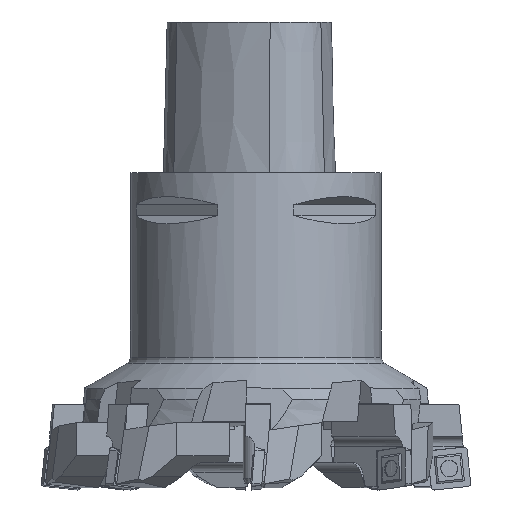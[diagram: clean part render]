
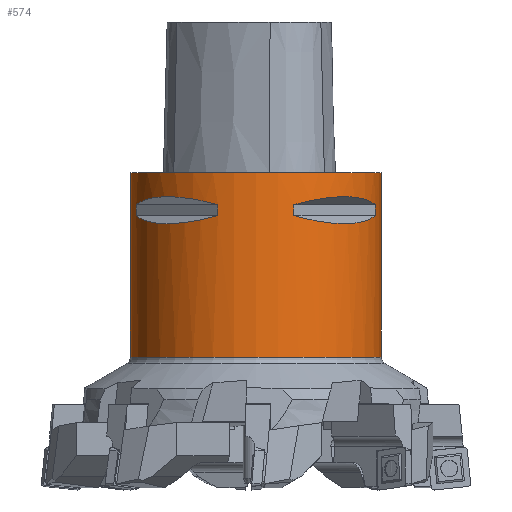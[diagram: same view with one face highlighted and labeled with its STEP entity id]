
A CAD part, left-side view. The second image highlights one B-rep face of the part: STEP entity #574.
In plain terms, the highlighted cylindrical face has radius 40 mm (diameter 80 mm), a full revolution.
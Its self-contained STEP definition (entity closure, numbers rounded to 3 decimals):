
#574=ADVANCED_FACE('',(#854,#855,#856,#857,#858,#859),#760,.T.);
#760=CYLINDRICAL_SURFACE('',#3811,40.);
#776=CIRCLE('',#3805,40.);
#777=CIRCLE('',#3810,40.);
#854=FACE_BOUND('',#924,.T.);
#855=FACE_BOUND('',#925,.T.);
#856=FACE_BOUND('',#926,.T.);
#857=FACE_BOUND('',#927,.T.);
#858=FACE_BOUND('',#928,.T.);
#859=FACE_BOUND('',#929,.T.);
#924=EDGE_LOOP('',(#1192,#1193,#1194,#1195));
#925=EDGE_LOOP('',(#1196,#1197,#1198,#1199));
#926=EDGE_LOOP('',(#1200));
#927=EDGE_LOOP('',(#1201,#1202,#1203,#1204));
#928=EDGE_LOOP('',(#1205,#1206,#1207,#1208));
#929=EDGE_LOOP('',(#1209));
#1147=ELLIPSE('',#3801,46.188,40.);
#1148=ELLIPSE('',#3802,46.188,40.);
#1149=ELLIPSE('',#3803,46.188,40.);
#1150=ELLIPSE('',#3804,46.188,40.);
#1151=ELLIPSE('',#3806,46.188,40.);
#1152=ELLIPSE('',#3807,46.188,40.);
#1153=ELLIPSE('',#3808,46.188,40.);
#1154=ELLIPSE('',#3809,46.188,40.);
#1192=ORIENTED_EDGE('',*,*,#2523,.T.);
#1193=ORIENTED_EDGE('',*,*,#2524,.T.);
#1194=ORIENTED_EDGE('',*,*,#2525,.T.);
#1195=ORIENTED_EDGE('',*,*,#2526,.T.);
#1196=ORIENTED_EDGE('',*,*,#2527,.T.);
#1197=ORIENTED_EDGE('',*,*,#2528,.T.);
#1198=ORIENTED_EDGE('',*,*,#2529,.T.);
#1199=ORIENTED_EDGE('',*,*,#2530,.T.);
#1200=ORIENTED_EDGE('',*,*,#2531,.T.);
#1201=ORIENTED_EDGE('',*,*,#2532,.T.);
#1202=ORIENTED_EDGE('',*,*,#2533,.T.);
#1203=ORIENTED_EDGE('',*,*,#2534,.T.);
#1204=ORIENTED_EDGE('',*,*,#2535,.T.);
#1205=ORIENTED_EDGE('',*,*,#2536,.T.);
#1206=ORIENTED_EDGE('',*,*,#2537,.T.);
#1207=ORIENTED_EDGE('',*,*,#2538,.T.);
#1208=ORIENTED_EDGE('',*,*,#2539,.T.);
#1209=ORIENTED_EDGE('',*,*,#2540,.T.);
#2176=VERTEX_POINT('',#5140);
#2177=VERTEX_POINT('',#5141);
#2178=VERTEX_POINT('',#5143);
#2179=VERTEX_POINT('',#5145);
#2180=VERTEX_POINT('',#5148);
#2181=VERTEX_POINT('',#5149);
#2182=VERTEX_POINT('',#5151);
#2183=VERTEX_POINT('',#5153);
#2184=VERTEX_POINT('',#5156);
#2185=VERTEX_POINT('',#5158);
#2186=VERTEX_POINT('',#5159);
#2187=VERTEX_POINT('',#5161);
#2188=VERTEX_POINT('',#5163);
#2189=VERTEX_POINT('',#5166);
#2190=VERTEX_POINT('',#5167);
#2191=VERTEX_POINT('',#5169);
#2192=VERTEX_POINT('',#5171);
#2193=VERTEX_POINT('',#5174);
#2523=EDGE_CURVE('',#2176,#2177,#3015,.T.);
#2524=EDGE_CURVE('',#2177,#2178,#1147,.T.);
#2525=EDGE_CURVE('',#2178,#2179,#3016,.T.);
#2526=EDGE_CURVE('',#2179,#2176,#1148,.T.);
#2527=EDGE_CURVE('',#2180,#2181,#3017,.T.);
#2528=EDGE_CURVE('',#2181,#2182,#1149,.T.);
#2529=EDGE_CURVE('',#2182,#2183,#3018,.T.);
#2530=EDGE_CURVE('',#2183,#2180,#1150,.T.);
#2531=EDGE_CURVE('',#2184,#2184,#776,.T.);
#2532=EDGE_CURVE('',#2185,#2186,#3019,.T.);
#2533=EDGE_CURVE('',#2186,#2187,#1151,.T.);
#2534=EDGE_CURVE('',#2187,#2188,#3020,.T.);
#2535=EDGE_CURVE('',#2188,#2185,#1152,.T.);
#2536=EDGE_CURVE('',#2189,#2190,#3021,.T.);
#2537=EDGE_CURVE('',#2190,#2191,#1153,.T.);
#2538=EDGE_CURVE('',#2191,#2192,#3022,.T.);
#2539=EDGE_CURVE('',#2192,#2189,#1154,.T.);
#2540=EDGE_CURVE('',#2193,#2193,#777,.T.);
#3015=LINE('',#5139,#3326);
#3016=LINE('',#5144,#3327);
#3017=LINE('',#5147,#3328);
#3018=LINE('',#5152,#3329);
#3019=LINE('',#5157,#3330);
#3020=LINE('',#5162,#3331);
#3021=LINE('',#5165,#3332);
#3022=LINE('',#5170,#3333);
#3326=VECTOR('',#4151,1.);
#3327=VECTOR('',#4154,1.);
#3328=VECTOR('',#4157,1.);
#3329=VECTOR('',#4160,1.);
#3330=VECTOR('',#4165,1.);
#3331=VECTOR('',#4168,1.);
#3332=VECTOR('',#4171,1.);
#3333=VECTOR('',#4174,1.);
#3801=AXIS2_PLACEMENT_3D('',#5142,#4152,#4153);
#3802=AXIS2_PLACEMENT_3D('',#5146,#4155,#4156);
#3803=AXIS2_PLACEMENT_3D('',#5150,#4158,#4159);
#3804=AXIS2_PLACEMENT_3D('',#5154,#4161,#4162);
#3805=AXIS2_PLACEMENT_3D('',#5155,#4163,#4164);
#3806=AXIS2_PLACEMENT_3D('',#5160,#4166,#4167);
#3807=AXIS2_PLACEMENT_3D('',#5164,#4169,#4170);
#3808=AXIS2_PLACEMENT_3D('',#5168,#4172,#4173);
#3809=AXIS2_PLACEMENT_3D('',#5172,#4175,#4176);
#3810=AXIS2_PLACEMENT_3D('',#5173,#4177,#4178);
#3811=AXIS2_PLACEMENT_3D('',#5175,#4179,#4180);
#4151=DIRECTION('',(0.,0.,1.));
#4152=DIRECTION('',(-0.354,0.354,0.866));
#4153=DIRECTION('',(-0.612,0.612,-0.5));
#4154=DIRECTION('',(0.,0.,-1.));
#4155=DIRECTION('',(-0.354,0.354,-0.866));
#4156=DIRECTION('',(0.612,-0.612,-0.5));
#4157=DIRECTION('',(0.,0.,1.));
#4158=DIRECTION('',(0.354,-0.354,0.866));
#4159=DIRECTION('',(0.612,-0.612,-0.5));
#4160=DIRECTION('',(0.,0.,-1.));
#4161=DIRECTION('',(0.354,-0.354,-0.866));
#4162=DIRECTION('',(-0.612,0.612,-0.5));
#4163=DIRECTION('',(0.,0.,-1.));
#4164=DIRECTION('',(-1.,0.,0.));
#4165=DIRECTION('',(0.,0.,1.));
#4166=DIRECTION('',(0.354,0.354,0.866));
#4167=DIRECTION('',(0.612,0.612,-0.5));
#4168=DIRECTION('',(0.,0.,-1.));
#4169=DIRECTION('',(0.354,0.354,-0.866));
#4170=DIRECTION('',(-0.612,-0.612,-0.5));
#4171=DIRECTION('',(0.,0.,1.));
#4172=DIRECTION('',(-0.354,-0.354,0.866));
#4173=DIRECTION('',(-0.612,-0.612,-0.5));
#4174=DIRECTION('',(0.,0.,-1.));
#4175=DIRECTION('',(-0.354,-0.354,-0.866));
#4176=DIRECTION('',(0.612,0.612,-0.5));
#4177=DIRECTION('',(0.,0.,1.));
#4178=DIRECTION('',(1.,0.,0.));
#4179=DIRECTION('',(0.,0.,1.));
#4180=DIRECTION('',(1.,0.,0.));
#5139=CARTESIAN_POINT('',(12.133,-38.115,0.));
#5140=CARTESIAN_POINT('',(12.133,-38.115,-13.75));
#5141=CARTESIAN_POINT('',(12.133,-38.115,-10.25));
#5142=CARTESIAN_POINT('',(0.,0.,-30.764));
#5143=CARTESIAN_POINT('',(38.115,-12.133,-10.25));
#5144=CARTESIAN_POINT('',(38.115,-12.133,0.));
#5145=CARTESIAN_POINT('',(38.115,-12.133,-13.75));
#5146=CARTESIAN_POINT('',(0.,0.,6.764));
#5147=CARTESIAN_POINT('',(-12.133,38.115,0.));
#5148=CARTESIAN_POINT('',(-12.133,38.115,-13.75));
#5149=CARTESIAN_POINT('',(-12.133,38.115,-10.25));
#5150=CARTESIAN_POINT('',(0.,0.,-30.764));
#5151=CARTESIAN_POINT('',(-38.115,12.133,-10.25));
#5152=CARTESIAN_POINT('',(-38.115,12.133,0.));
#5153=CARTESIAN_POINT('',(-38.115,12.133,-13.75));
#5154=CARTESIAN_POINT('',(0.,0.,6.764));
#5155=CARTESIAN_POINT('',(0.,0.,0.));
#5156=CARTESIAN_POINT('',(-40.,0.,0.));
#5157=CARTESIAN_POINT('',(-38.115,-12.133,0.));
#5158=CARTESIAN_POINT('',(-38.115,-12.133,-13.75));
#5159=CARTESIAN_POINT('',(-38.115,-12.133,-10.25));
#5160=CARTESIAN_POINT('',(0.,0.,-30.764));
#5161=CARTESIAN_POINT('',(-12.133,-38.115,-10.25));
#5162=CARTESIAN_POINT('',(-12.133,-38.115,0.));
#5163=CARTESIAN_POINT('',(-12.133,-38.115,-13.75));
#5164=CARTESIAN_POINT('',(0.,0.,6.764));
#5165=CARTESIAN_POINT('',(38.115,12.133,0.));
#5166=CARTESIAN_POINT('',(38.115,12.133,-13.75));
#5167=CARTESIAN_POINT('',(38.115,12.133,-10.25));
#5168=CARTESIAN_POINT('',(0.,0.,-30.764));
#5169=CARTESIAN_POINT('',(12.133,38.115,-10.25));
#5170=CARTESIAN_POINT('',(12.133,38.115,0.));
#5171=CARTESIAN_POINT('',(12.133,38.115,-13.75));
#5172=CARTESIAN_POINT('',(0.,0.,6.764));
#5173=CARTESIAN_POINT('',(0.,0.,-58.832));
#5174=CARTESIAN_POINT('',(40.,0.,-58.832));
#5175=CARTESIAN_POINT('',(0.,0.,26.));
